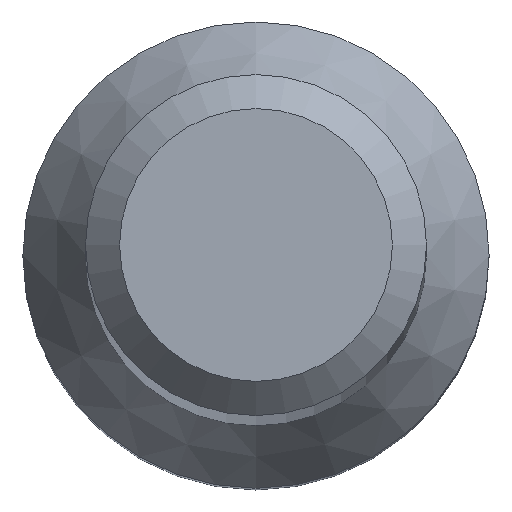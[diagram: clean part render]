
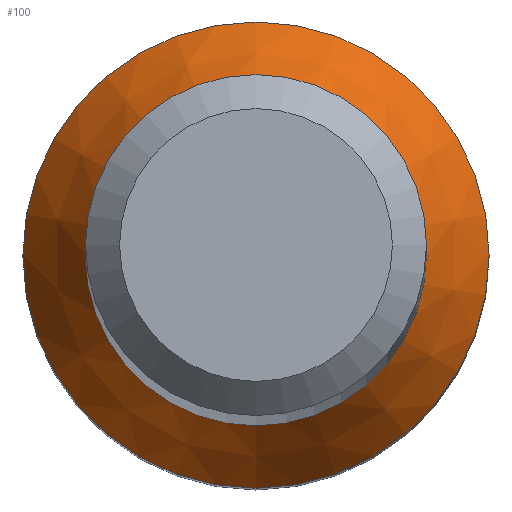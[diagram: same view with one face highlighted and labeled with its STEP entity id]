
A CAD part, top view. The second image highlights one B-rep face of the part: STEP entity #100.
In plain terms, the highlighted conical face has half-angle 30 degrees and reference radius 2.735 mm.
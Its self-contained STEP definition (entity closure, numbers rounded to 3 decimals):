
#22 = CIRCLE ( 'NONE', #164, 2. ) ;
#44 = DIRECTION ( 'NONE',  ( 0., 1., 0. ) ) ;
#53 = DIRECTION ( 'NONE',  ( 0., 1., 0. ) ) ;
#60 = CARTESIAN_POINT ( 'NONE',  ( 0., 0., 13.273 ) ) ;
#64 = EDGE_CURVE ( 'NONE', #82, #82, #189, .T. ) ;
#82 = VERTEX_POINT ( 'NONE', #176 ) ;
#88 = EDGE_LOOP ( 'NONE', ( #127 ) ) ;
#100 = ADVANCED_FACE ( 'NONE', ( #242, #154 ), #235, .T. ) ;
#103 = AXIS2_PLACEMENT_3D ( 'NONE', #223, #159, #44 ) ;
#127 = ORIENTED_EDGE ( 'NONE', *, *, #166, .T. ) ;
#131 = ORIENTED_EDGE ( 'NONE', *, *, #64, .F. ) ;
#132 = CARTESIAN_POINT ( 'NONE',  ( 0., 0., 12. ) ) ;
#135 = AXIS2_PLACEMENT_3D ( 'NONE', #132, #204, #53 ) ;
#139 = DIRECTION ( 'NONE',  ( 0., 0., -1. ) ) ;
#154 = FACE_OUTER_BOUND ( 'NONE', #233, .T. ) ;
#157 = CARTESIAN_POINT ( 'NONE',  ( 0., 2., 13.273 ) ) ;
#159 = DIRECTION ( 'NONE',  ( 0., 0., -1. ) ) ;
#162 = VERTEX_POINT ( 'NONE', #157 ) ;
#164 = AXIS2_PLACEMENT_3D ( 'NONE', #60, #139, #195 ) ;
#166 = EDGE_CURVE ( 'NONE', #162, #162, #22, .T. ) ;
#176 = CARTESIAN_POINT ( 'NONE',  ( 0., 2.735, 12. ) ) ;
#189 = CIRCLE ( 'NONE', #135, 2.735 ) ;
#195 = DIRECTION ( 'NONE',  ( 0., 1., 0. ) ) ;
#204 = DIRECTION ( 'NONE',  ( 0., 0., -1. ) ) ;
#223 = CARTESIAN_POINT ( 'NONE',  ( 0., 0., 12. ) ) ;
#233 = EDGE_LOOP ( 'NONE', ( #131 ) ) ;
#235 = CONICAL_SURFACE ( 'NONE', #103, 2.735, 0.524 ) ;
#242 = FACE_BOUND ( 'NONE', #88, .T. ) ;
